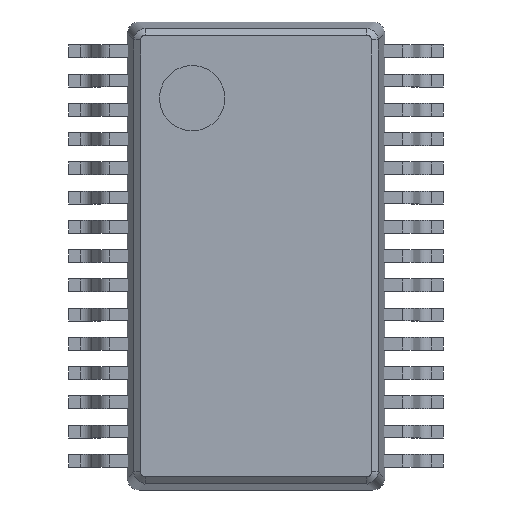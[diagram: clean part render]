
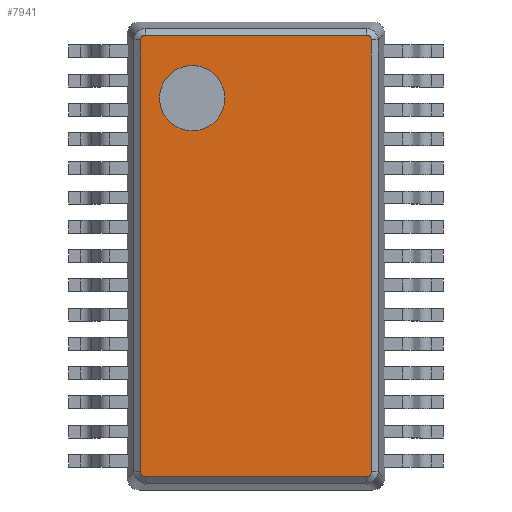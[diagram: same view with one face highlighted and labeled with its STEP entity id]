
A CAD part, top view. The second image highlights one B-rep face of the part: STEP entity #7941.
In plain terms, the highlighted planar face has unit normal (0, 0, 1).
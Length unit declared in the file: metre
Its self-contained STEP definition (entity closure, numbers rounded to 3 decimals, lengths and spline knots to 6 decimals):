
#50=B_SPLINE_CURVE_WITH_KNOTS('',3,(#13025,#13026,#13027,#13028),
 .UNSPECIFIED.,.F.,.F.,(4,4),(0.,1.),.UNSPECIFIED.);
#51=B_SPLINE_CURVE_WITH_KNOTS('',3,(#13032,#13033,#13034,#13035),
 .UNSPECIFIED.,.F.,.F.,(4,4),(0.,1.),.UNSPECIFIED.);
#52=B_SPLINE_CURVE_WITH_KNOTS('',3,(#13039,#13040,#13041,#13042),
 .UNSPECIFIED.,.F.,.F.,(4,4),(0.,1.),.UNSPECIFIED.);
#53=B_SPLINE_CURVE_WITH_KNOTS('',3,(#13046,#13047,#13048,#13049),
 .UNSPECIFIED.,.F.,.F.,(4,4),(0.,1.),.UNSPECIFIED.);
#459=CIRCLE('',#8610,0.000558);
#2601=ORIENTED_EDGE('',*,*,#3881,.F.);
#2602=ORIENTED_EDGE('',*,*,#3882,.T.);
#2603=ORIENTED_EDGE('',*,*,#3883,.T.);
#2604=ORIENTED_EDGE('',*,*,#3884,.T.);
#2605=ORIENTED_EDGE('',*,*,#3885,.T.);
#2606=ORIENTED_EDGE('',*,*,#3886,.T.);
#2607=ORIENTED_EDGE('',*,*,#3887,.T.);
#2608=ORIENTED_EDGE('',*,*,#3888,.T.);
#2609=ORIENTED_EDGE('',*,*,#3889,.T.);
#3881=EDGE_CURVE('',#4699,#4699,#459,.T.);
#3882=EDGE_CURVE('',#4700,#4701,#5593,.T.);
#3883=EDGE_CURVE('',#4701,#4702,#50,.T.);
#3884=EDGE_CURVE('',#4702,#4703,#5594,.T.);
#3885=EDGE_CURVE('',#4703,#4704,#51,.T.);
#3886=EDGE_CURVE('',#4704,#4705,#5595,.T.);
#3887=EDGE_CURVE('',#4705,#4706,#52,.T.);
#3888=EDGE_CURVE('',#4706,#4707,#5596,.T.);
#3889=EDGE_CURVE('',#4707,#4700,#53,.T.);
#4699=VERTEX_POINT('',#13021);
#4700=VERTEX_POINT('',#13023);
#4701=VERTEX_POINT('',#13024);
#4702=VERTEX_POINT('',#13029);
#4703=VERTEX_POINT('',#13031);
#4704=VERTEX_POINT('',#13036);
#4705=VERTEX_POINT('',#13038);
#4706=VERTEX_POINT('',#13043);
#4707=VERTEX_POINT('',#13045);
#5593=LINE('',#13022,#6469);
#5594=LINE('',#13030,#6470);
#5595=LINE('',#13037,#6471);
#5596=LINE('',#13044,#6472);
#6469=VECTOR('',#10708,1.);
#6470=VECTOR('',#10709,1.);
#6471=VECTOR('',#10710,1.);
#6472=VECTOR('',#10711,1.);
#6872=EDGE_LOOP('',(#2601));
#6873=EDGE_LOOP('',(#2602,#2603,#2604,#2605,#2606,#2607,#2608,#2609));
#7276=FACE_BOUND('',#6872,.T.);
#7277=FACE_BOUND('',#6873,.T.);
#7560=PLANE('',#8609);
#7941=ADVANCED_FACE('',(#7276,#7277),#7560,.F.);
#8609=AXIS2_PLACEMENT_3D('',#13019,#10704,#10705);
#8610=AXIS2_PLACEMENT_3D('',#13020,#10706,#10707);
#10704=DIRECTION('',(0.,0.,-1.));
#10705=DIRECTION('',(-1.,0.,0.));
#10706=DIRECTION('',(0.,0.,1.));
#10707=DIRECTION('',(1.,0.,0.));
#10708=DIRECTION('',(0.,-1.,0.));
#10709=DIRECTION('',(1.,0.,0.));
#10710=DIRECTION('',(0.,1.,0.));
#10711=DIRECTION('',(-1.,0.,0.));
#13019=CARTESIAN_POINT('',(0.,-0.004,0.00085));
#13020=CARTESIAN_POINT('',(-0.00109,0.002696,0.00085));
#13021=CARTESIAN_POINT('',(-0.000532,0.002696,0.00085));
#13022=CARTESIAN_POINT('',(-0.001973,-0.003676,0.00085));
#13023=CARTESIAN_POINT('',(-0.001973,0.003691,0.00085));
#13024=CARTESIAN_POINT('',(-0.001973,-0.003691,0.00085));
#13025=CARTESIAN_POINT('',(-0.001973,-0.003691,0.00085));
#13026=CARTESIAN_POINT('',(-0.001974,-0.003735,0.00085));
#13027=CARTESIAN_POINT('',(-0.001936,-0.003774,0.00085));
#13028=CARTESIAN_POINT('',(-0.001891,-0.003773,0.00085));
#13029=CARTESIAN_POINT('',(-0.001891,-0.003773,0.00085));
#13030=CARTESIAN_POINT('',(0.001876,-0.003773,0.00085));
#13031=CARTESIAN_POINT('',(0.001891,-0.003773,0.00085));
#13032=CARTESIAN_POINT('',(0.001891,-0.003773,0.00085));
#13033=CARTESIAN_POINT('',(0.001935,-0.003774,0.00085));
#13034=CARTESIAN_POINT('',(0.001974,-0.003736,0.00085));
#13035=CARTESIAN_POINT('',(0.001973,-0.003691,0.00085));
#13036=CARTESIAN_POINT('',(0.001973,-0.003691,0.00085));
#13037=CARTESIAN_POINT('',(0.001973,0.003676,0.00085));
#13038=CARTESIAN_POINT('',(0.001973,0.003691,0.00085));
#13039=CARTESIAN_POINT('',(0.001973,0.003691,0.00085));
#13040=CARTESIAN_POINT('',(0.001974,0.003735,0.00085));
#13041=CARTESIAN_POINT('',(0.001936,0.003774,0.00085));
#13042=CARTESIAN_POINT('',(0.001891,0.003773,0.00085));
#13043=CARTESIAN_POINT('',(0.001891,0.003773,0.00085));
#13044=CARTESIAN_POINT('',(-0.001876,0.003773,0.00085));
#13045=CARTESIAN_POINT('',(-0.001891,0.003773,0.00085));
#13046=CARTESIAN_POINT('',(-0.001891,0.003773,0.00085));
#13047=CARTESIAN_POINT('',(-0.001935,0.003774,0.00085));
#13048=CARTESIAN_POINT('',(-0.001974,0.003736,0.00085));
#13049=CARTESIAN_POINT('',(-0.001973,0.003691,0.00085));
